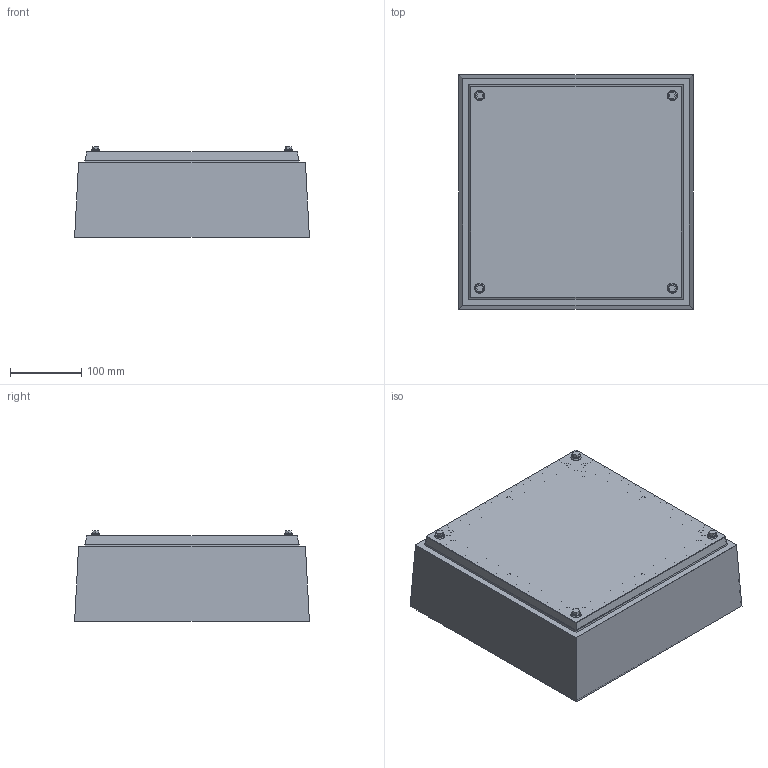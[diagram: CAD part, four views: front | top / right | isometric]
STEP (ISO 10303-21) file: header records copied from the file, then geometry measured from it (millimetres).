
FILE_DESCRIPTION (( 'STEP AP214' ), '1' );
FILE_NAME ('2451-3030-12-00.step', '2023-11-15T14:16:11', ( '' ), ( '' ), 'SwSTEP 2.0', 'SolidWorks 2019', '' );
FILE_SCHEMA (( 'AUTOMOTIVE_DESIGN' ));
Length unit declared in the file: millimetre
Products named in the file (5): Befestigungssatz 2451-7000-00-10; 2451-3030-12-00; Dichtung_2451-3030-00-88; Korpus_3030-12; Deckel_2451-3030-01-00
Assembly tree (4 placements, depth 2):
  2451-3030-12-00
    Korpus_3030-12
    Deckel_2451-3030-01-00
    Befestigungssatz 2451-7000-00-10
    Dichtung_2451-3030-00-88
Bounding box: 329 x 329 x 127.4 mm (x, y, z)
Volume: 711790.5 mm3; surface area: 906684.8 mm2
Topology: 41 solids, 41 shells, 874 faces, 2050 edges, 1356 vertices
Faces by surface type: plane 564, cylinder 302, cone 8
Entity records: 26627 total; most frequent: DIRECTION 4456, CARTESIAN_POINT 4287, ORIENTED_EDGE 4100, EDGE_CURVE 2050, AXIS2_PLACEMENT_3D 1525, VECTOR 1406, LINE 1406, VERTEX_POINT 1356
